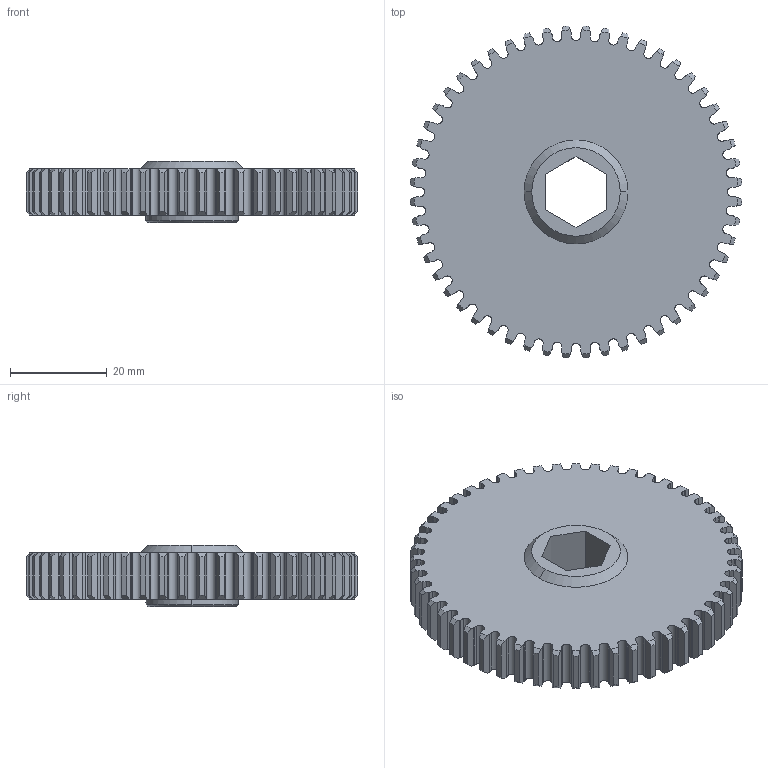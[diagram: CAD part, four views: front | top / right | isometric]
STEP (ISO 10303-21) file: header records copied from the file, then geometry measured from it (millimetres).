
FILE_DESCRIPTION (( 'STEP AP203' ), '1' );
FILE_NAME ('REV-21-1937.STEP', '2022-03-31T16:31:15', ( '' ), ( '' ), 'SwSTEP 2.0', 'SolidWorks 2022', '' );
FILE_SCHEMA (( 'CONFIG_CONTROL_DESIGN' ));
Length unit declared in the file: millimetre
Products named in the file (1): REV-21-1937
Bounding box: 68.51 x 68.51 x 12.7 mm (x, y, z)
Volume: 14965.6 mm3; surface area: 12541.5 mm2
Topology: 1 solids, 1 shells, 574 faces, 1704 edges, 1134 vertices
Faces by surface type: bspline 208, cylinder 131, plane 122, cone 109, torus 4
Entity records: 25458 total; most frequent: CARTESIAN_POINT 11579, ORIENTED_EDGE 3408, DIRECTION 2147, EDGE_CURVE 1704, VERTEX_POINT 1134, AXIS2_PLACEMENT_3D 750, B_SPLINE_CURVE_WITH_KNOTS 674, VECTOR 647
